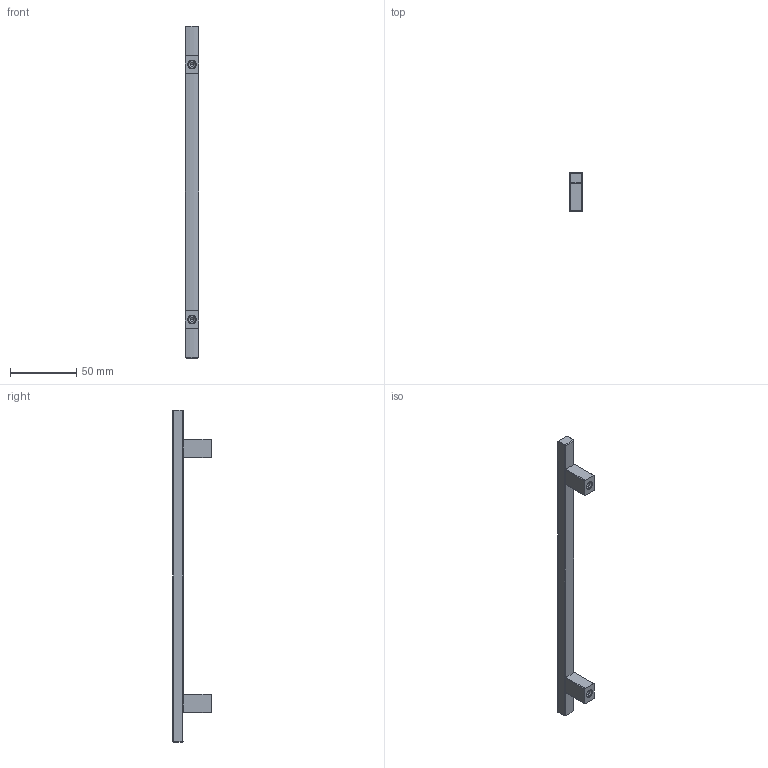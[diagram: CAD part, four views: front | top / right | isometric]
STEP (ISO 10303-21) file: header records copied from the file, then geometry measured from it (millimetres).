
FILE_DESCRIPTION(('Creo Elements/Direct Modeling STEP Export'),'2;1');
FILE_NAME('2237-250.stp','2019-08-26T10:28:25',(''),(''),'Creo Elements/Direct Modeling STEP processor for AP214 (Solid Model)','Creo Elements/Direct Modeling 20.0 12-Nov-2016 (C) Parametric Technology GmbH','');
FILE_SCHEMA(('AUTOMOTIVE_DESIGN { 1 0 10303 214 1 1 1 1 }'));
Length unit declared in the file: millimetre
Products named in the file (2): 2237-250
Assembly tree (1 placements, depth 2):
  2237-250
    2237-250
Bounding box: 10 x 28.89 x 250 mm (x, y, z)
Volume: 25002.4 mm3; surface area: 12478.8 mm2
Topology: 1 solids, 1 shells, 104 faces, 252 edges, 138 vertices
Faces by surface type: cylinder 39, plane 35, sphere 16, cone 8, torus 6
Entity records: 2967 total; most frequent: CARTESIAN_POINT 634, DIRECTION 488, ORIENTED_EDGE 464, EDGE_CURVE 232, AXIS2_PLACEMENT_3D 192, VERTEX_POINT 138, EDGE_LOOP 112, FACE_OUTER_BOUND 104
